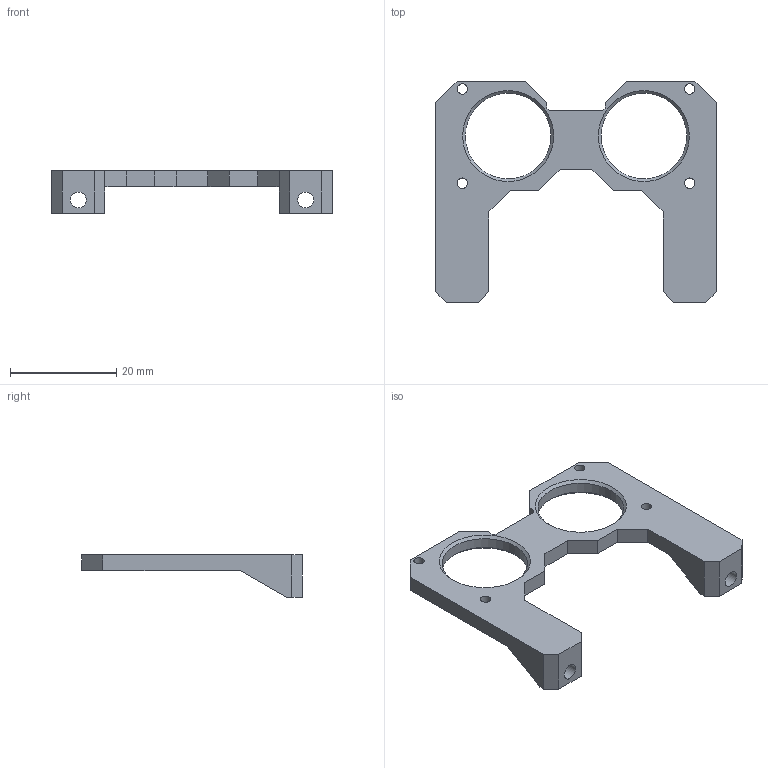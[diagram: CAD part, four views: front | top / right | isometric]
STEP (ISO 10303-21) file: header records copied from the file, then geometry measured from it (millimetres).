
FILE_DESCRIPTION(/* description */ (''),/* implementation_level */ '2;1');
FILE_NAME(/* name */ 'US_bracket v18.step',/* time_stamp */ '2022-06-16T21:45:15+03:00',/* author */ (''),/* organization */ (''),/* preprocessor_version */ 'ST-DEVELOPER v19',/* originating_system */ 'Autodesk Translation Framework v11.7.0.108',/* authorisation */ '');
FILE_SCHEMA (('AUTOMOTIVE_DESIGN { 1 0 10303 214 3 1 1 }'));
Length unit declared in the file: millimetre
Products named in the file (1): US_bracket
Bounding box: 52.7 x 41.5 x 8 mm (x, y, z)
Volume: 3192.6 mm3; surface area: 3325.2 mm2
Topology: 1 solids, 1 shells, 54 faces, 148 edges, 96 vertices
Faces by surface type: plane 42, cylinder 8, cone 4
Full cylindrical faces by diameter (mm): 1.95 x4, 3 x2, 16.1 x2
Entity records: 1760 total; most frequent: CARTESIAN_POINT 299, ORIENTED_EDGE 296, DIRECTION 278, EDGE_CURVE 148, LINE 128, VECTOR 128, VERTEX_POINT 96, AXIS2_PLACEMENT_3D 75
